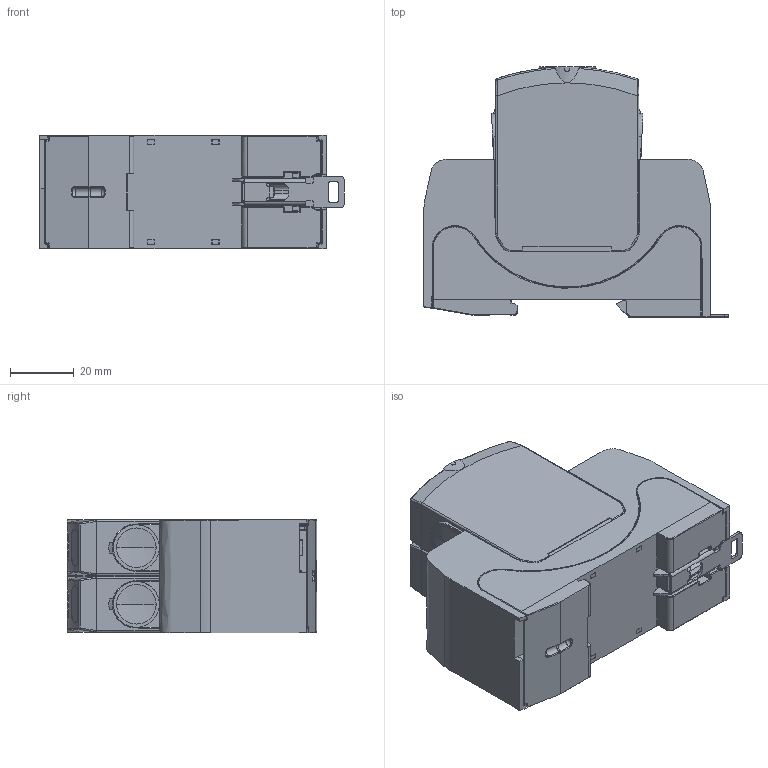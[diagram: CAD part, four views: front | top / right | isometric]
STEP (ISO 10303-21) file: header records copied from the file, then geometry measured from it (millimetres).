
FILE_DESCRIPTION(('Creo Elements/Direct Modeling STEP Export'),'2;1');
FILE_NAME('5093522.stp','2022-09-09T 9:32:35',(''),(''),'Creo Elements/Direct Modeling STEP processor for AP214 (Solid Model)','Creo Elements/Direct Modeling 18.0B 02-Dec-2011 (C) Parametric Technology GmbH','');
FILE_SCHEMA(('AUTOMOTIVE_DESIGN { 1 0 10303 214 1 1 1 1 }'));
Products named in the file (3): Oberteilgehaeuse; Schieber; Komplettblock.1
Assembly tree (2 placements, depth 2):
  Komplettblock.1
    Schieber
    Oberteilgehaeuse
Bounding box: 95.55 x 78.5 x 35.6 mm (x, y, z)
Volume: 169973.8 mm3; surface area: 37463.3 mm2
Topology: 2 solids, 22 shells, 1646 faces, 4313 edges, 2673 vertices
Faces by surface type: plane 619, bspline 445, cylinder 376, extrusion 63, sphere 47, torus 46, cone 46, revolution 4
Entity records: 103362 total; most frequent: CARTESIAN_POINT 66949, ORIENTED_EDGE 8540, DIRECTION 5426, EDGE_CURVE 4270, VERTEX_POINT 2673, VECTOR 1980, LINE 1917, AXIS2_PLACEMENT_3D 1721
